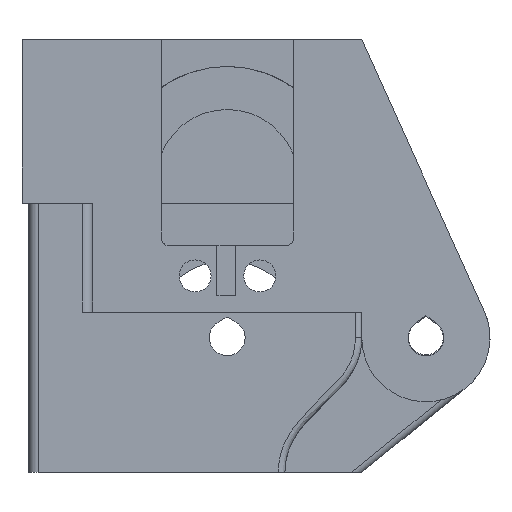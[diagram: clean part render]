
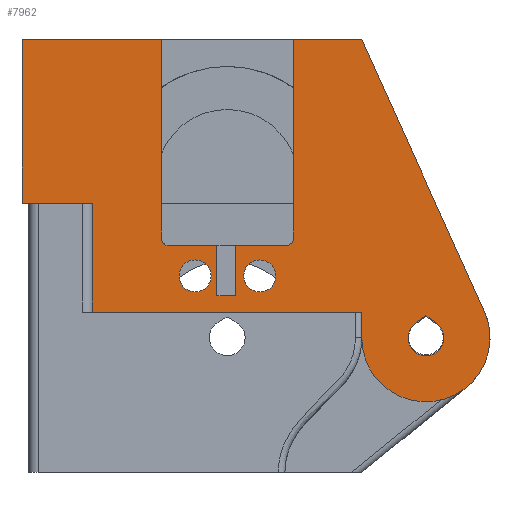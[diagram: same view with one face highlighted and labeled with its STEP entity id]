
A CAD part, left-side view. The second image highlights one B-rep face of the part: STEP entity #7962.
In plain terms, the highlighted planar face has unit normal (-1, 0, 0).
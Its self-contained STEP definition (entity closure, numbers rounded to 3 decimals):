
#103=FACE_BOUND('',#1110,.T.);
#104=FACE_BOUND('',#1111,.T.);
#105=FACE_BOUND('',#1112,.T.);
#237=PLANE('',#8602);
#630=FACE_OUTER_BOUND('',#1109,.T.);
#1109=EDGE_LOOP('',(#6662,#6663,#6664,#6665,#6666,#6667,#6668,#6669,#6670,
#6671,#6672,#6673,#6674,#6675,#6676,#6677,#6678,#6679));
#1110=EDGE_LOOP('',(#6680,#6681,#6682));
#1111=EDGE_LOOP('',(#6683));
#1112=EDGE_LOOP('',(#6684));
#1599=CIRCLE('',#8508,2.8);
#1647=CIRCLE('',#8603,10.);
#1648=CIRCLE('',#8604,1.);
#1649=CIRCLE('',#8605,1.);
#1650=CIRCLE('',#8606,2.5);
#1651=CIRCLE('',#8607,2.5);
#1983=LINE('',#18713,#2719);
#1992=LINE('',#18740,#2728);
#1994=LINE('',#18743,#2730);
#2074=LINE('',#18993,#2810);
#2097=LINE('',#19039,#2833);
#2101=LINE('',#19047,#2837);
#2126=LINE('',#19097,#2862);
#2127=LINE('',#19099,#2863);
#2128=LINE('',#19101,#2864);
#2129=LINE('',#19104,#2865);
#2130=LINE('',#19106,#2866);
#2131=LINE('',#19110,#2867);
#2132=LINE('',#19112,#2868);
#2133=LINE('',#19114,#2869);
#2134=LINE('',#19116,#2870);
#2135=LINE('',#19118,#2871);
#2136=LINE('',#19121,#2872);
#2719=VECTOR('',#9818,10.);
#2728=VECTOR('',#9841,10.);
#2730=VECTOR('',#9845,10.);
#2810=VECTOR('',#10097,10.);
#2833=VECTOR('',#10124,10.);
#2837=VECTOR('',#10128,10.);
#2862=VECTOR('',#10155,10.);
#2863=VECTOR('',#10156,10.);
#2864=VECTOR('',#10157,10.);
#2865=VECTOR('',#10160,10.);
#2866=VECTOR('',#10161,10.);
#2867=VECTOR('',#10164,10.);
#2868=VECTOR('',#10165,10.);
#2869=VECTOR('',#10166,10.);
#2870=VECTOR('',#10167,10.);
#2871=VECTOR('',#10168,10.);
#2872=VECTOR('',#10171,10.);
#3580=VERTEX_POINT('',#18710);
#3581=VERTEX_POINT('',#18712);
#3585=VERTEX_POINT('',#18721);
#3586=VERTEX_POINT('',#18723);
#3592=VERTEX_POINT('',#18738);
#3676=VERTEX_POINT('',#18992);
#3697=VERTEX_POINT('',#19038);
#3700=VERTEX_POINT('',#19044);
#3701=VERTEX_POINT('',#19046);
#3725=VERTEX_POINT('',#19096);
#3726=VERTEX_POINT('',#19098);
#3727=VERTEX_POINT('',#19100);
#3728=VERTEX_POINT('',#19102);
#3729=VERTEX_POINT('',#19105);
#3730=VERTEX_POINT('',#19107);
#3731=VERTEX_POINT('',#19109);
#3732=VERTEX_POINT('',#19111);
#3733=VERTEX_POINT('',#19113);
#3734=VERTEX_POINT('',#19115);
#3735=VERTEX_POINT('',#19117);
#3736=VERTEX_POINT('',#19119);
#3737=VERTEX_POINT('',#19122);
#3738=VERTEX_POINT('',#19124);
#4565=EDGE_CURVE('',#3580,#3581,#1983,.T.);
#4570=EDGE_CURVE('',#3586,#3585,#1599,.T.);
#4578=EDGE_CURVE('',#3585,#3592,#1992,.T.);
#4580=EDGE_CURVE('',#3592,#3586,#1994,.T.);
#4704=EDGE_CURVE('',#3676,#3580,#2074,.T.);
#4728=EDGE_CURVE('',#3697,#3581,#2097,.T.);
#4732=EDGE_CURVE('',#3701,#3700,#2101,.T.);
#4757=EDGE_CURVE('',#3676,#3725,#2126,.T.);
#4758=EDGE_CURVE('',#3725,#3726,#2127,.T.);
#4759=EDGE_CURVE('',#3726,#3727,#2128,.T.);
#4760=EDGE_CURVE('',#3727,#3728,#1647,.T.);
#4761=EDGE_CURVE('',#3701,#3728,#2129,.T.);
#4762=EDGE_CURVE('',#3700,#3729,#2130,.T.);
#4763=EDGE_CURVE('',#3730,#3729,#1648,.T.);
#4764=EDGE_CURVE('',#3730,#3731,#2131,.T.);
#4765=EDGE_CURVE('',#3731,#3732,#2132,.T.);
#4766=EDGE_CURVE('',#3732,#3733,#2133,.T.);
#4767=EDGE_CURVE('',#3733,#3734,#2134,.T.);
#4768=EDGE_CURVE('',#3734,#3735,#2135,.T.);
#4769=EDGE_CURVE('',#3736,#3735,#1649,.T.);
#4770=EDGE_CURVE('',#3736,#3697,#2136,.T.);
#4771=EDGE_CURVE('',#3737,#3737,#1650,.T.);
#4772=EDGE_CURVE('',#3738,#3738,#1651,.T.);
#6662=ORIENTED_EDGE('',*,*,#4757,.T.);
#6663=ORIENTED_EDGE('',*,*,#4758,.T.);
#6664=ORIENTED_EDGE('',*,*,#4759,.T.);
#6665=ORIENTED_EDGE('',*,*,#4760,.T.);
#6666=ORIENTED_EDGE('',*,*,#4761,.F.);
#6667=ORIENTED_EDGE('',*,*,#4732,.T.);
#6668=ORIENTED_EDGE('',*,*,#4762,.T.);
#6669=ORIENTED_EDGE('',*,*,#4763,.F.);
#6670=ORIENTED_EDGE('',*,*,#4764,.T.);
#6671=ORIENTED_EDGE('',*,*,#4765,.T.);
#6672=ORIENTED_EDGE('',*,*,#4766,.T.);
#6673=ORIENTED_EDGE('',*,*,#4767,.T.);
#6674=ORIENTED_EDGE('',*,*,#4768,.T.);
#6675=ORIENTED_EDGE('',*,*,#4769,.F.);
#6676=ORIENTED_EDGE('',*,*,#4770,.T.);
#6677=ORIENTED_EDGE('',*,*,#4728,.T.);
#6678=ORIENTED_EDGE('',*,*,#4565,.F.);
#6679=ORIENTED_EDGE('',*,*,#4704,.F.);
#6680=ORIENTED_EDGE('',*,*,#4580,.T.);
#6681=ORIENTED_EDGE('',*,*,#4570,.T.);
#6682=ORIENTED_EDGE('',*,*,#4578,.T.);
#6683=ORIENTED_EDGE('',*,*,#4771,.T.);
#6684=ORIENTED_EDGE('',*,*,#4772,.T.);
#7962=ADVANCED_FACE('',(#630,#103,#104,#105),#237,.T.);
#8508=AXIS2_PLACEMENT_3D('',#18724,#9826,#9827);
#8602=AXIS2_PLACEMENT_3D('',#19095,#10153,#10154);
#8603=AXIS2_PLACEMENT_3D('',#19103,#10158,#10159);
#8604=AXIS2_PLACEMENT_3D('',#19108,#10162,#10163);
#8605=AXIS2_PLACEMENT_3D('',#19120,#10169,#10170);
#8606=AXIS2_PLACEMENT_3D('',#19123,#10172,#10173);
#8607=AXIS2_PLACEMENT_3D('',#19125,#10174,#10175);
#9818=DIRECTION('',(0.,0.,1.));
#9826=DIRECTION('center_axis',(1.,0.,0.));
#9827=DIRECTION('ref_axis',(0.,0.577,0.817));
#9841=DIRECTION('',(0.,-0.817,0.577));
#9845=DIRECTION('',(0.,-0.817,-0.577));
#10097=DIRECTION('',(0.,1.,0.));
#10124=DIRECTION('',(0.,1.,0.));
#10128=DIRECTION('',(0.,1.,0.));
#10153=DIRECTION('center_axis',(-1.,0.,0.));
#10154=DIRECTION('ref_axis',(0.,-1.,0.));
#10155=DIRECTION('',(0.,0.,-1.));
#10156=DIRECTION('',(0.,-1.,0.));
#10157=DIRECTION('',(0.,0.,-1.));
#10158=DIRECTION('center_axis',(-1.,0.,0.));
#10159=DIRECTION('ref_axis',(0.,-1.,0.));
#10160=DIRECTION('',(0.,-0.411,-0.912));
#10161=DIRECTION('',(0.,0.,-1.));
#10162=DIRECTION('center_axis',(-1.,0.,0.));
#10163=DIRECTION('ref_axis',(0.,-0.707,-0.707));
#10164=DIRECTION('',(0.,1.,0.));
#10165=DIRECTION('',(0.,0.,-1.));
#10166=DIRECTION('',(0.,1.,0.));
#10167=DIRECTION('',(0.,0.,1.));
#10168=DIRECTION('',(0.,1.,0.));
#10169=DIRECTION('center_axis',(-1.,0.,0.));
#10170=DIRECTION('ref_axis',(0.,0.707,-0.707));
#10171=DIRECTION('',(0.,0.,1.));
#10172=DIRECTION('center_axis',(1.,0.,0.));
#10173=DIRECTION('ref_axis',(0.,-1.,0.));
#10174=DIRECTION('center_axis',(1.,0.,0.));
#10175=DIRECTION('ref_axis',(0.,-1.,0.));
#18710=CARTESIAN_POINT('',(-123.,32.,21.));
#18712=CARTESIAN_POINT('',(-123.,32.,46.5));
#18713=CARTESIAN_POINT('',(-123.,32.,46.5));
#18721=CARTESIAN_POINT('',(-123.,-29.386,2.288));
#18723=CARTESIAN_POINT('',(-123.,-32.614,2.288));
#18724=CARTESIAN_POINT('Origin',(-123.,-31.,0.));
#18738=CARTESIAN_POINT('',(-123.,-31.,3.427));
#18740=CARTESIAN_POINT('',(-123.,-24.808,-0.942));
#18743=CARTESIAN_POINT('',(-123.,-15.688,14.231));
#18992=CARTESIAN_POINT('',(-123.,21.,21.));
#18993=CARTESIAN_POINT('',(-123.,31.,21.));
#19038=CARTESIAN_POINT('',(-123.,10.203,46.5));
#19039=CARTESIAN_POINT('',(-123.,21.,46.5));
#19044=CARTESIAN_POINT('',(-123.,-10.297,46.5));
#19046=CARTESIAN_POINT('',(-123.,-21.,46.5));
#19047=CARTESIAN_POINT('',(-123.,21.,46.5));
#19095=CARTESIAN_POINT('Origin',(-123.,0.,24.5));
#19096=CARTESIAN_POINT('',(-123.,21.,4.));
#19097=CARTESIAN_POINT('',(-123.,21.,44.75));
#19098=CARTESIAN_POINT('',(-123.,-21.,4.));
#19099=CARTESIAN_POINT('',(-123.,-10.5,4.));
#19100=CARTESIAN_POINT('',(-123.,-21.,0.));
#19101=CARTESIAN_POINT('',(-123.,-21.,4.));
#19102=CARTESIAN_POINT('',(-123.,-40.116,4.111));
#19103=CARTESIAN_POINT('Origin',(-123.,-31.,0.));
#19104=CARTESIAN_POINT('',(-123.,-21.,46.5));
#19105=CARTESIAN_POINT('',(-123.,-10.297,15.399));
#19106=CARTESIAN_POINT('',(-123.,-10.297,35.5));
#19107=CARTESIAN_POINT('',(-123.,-9.297,14.399));
#19108=CARTESIAN_POINT('Origin',(-123.,-9.297,15.399));
#19109=CARTESIAN_POINT('',(-123.,-1.34,14.399));
#19110=CARTESIAN_POINT('',(-123.,-5.149,14.399));
#19111=CARTESIAN_POINT('',(-123.,-1.34,6.571));
#19112=CARTESIAN_POINT('',(-123.,-1.34,19.45));
#19113=CARTESIAN_POINT('',(-123.,1.606,6.571));
#19114=CARTESIAN_POINT('',(-123.,-0.67,6.571));
#19115=CARTESIAN_POINT('',(-123.,1.606,14.399));
#19116=CARTESIAN_POINT('',(-123.,1.606,15.536));
#19117=CARTESIAN_POINT('',(-123.,9.203,14.399));
#19118=CARTESIAN_POINT('',(-123.,-5.149,14.399));
#19119=CARTESIAN_POINT('',(-123.,10.203,15.399));
#19120=CARTESIAN_POINT('Origin',(-123.,9.203,15.399));
#19121=CARTESIAN_POINT('',(-123.,10.203,19.45));
#19122=CARTESIAN_POINT('',(-123.,-2.592,9.642));
#19123=CARTESIAN_POINT('Origin',(-123.,-5.092,9.642));
#19124=CARTESIAN_POINT('',(-123.,7.503,9.642));
#19125=CARTESIAN_POINT('Origin',(-123.,5.003,9.642));
